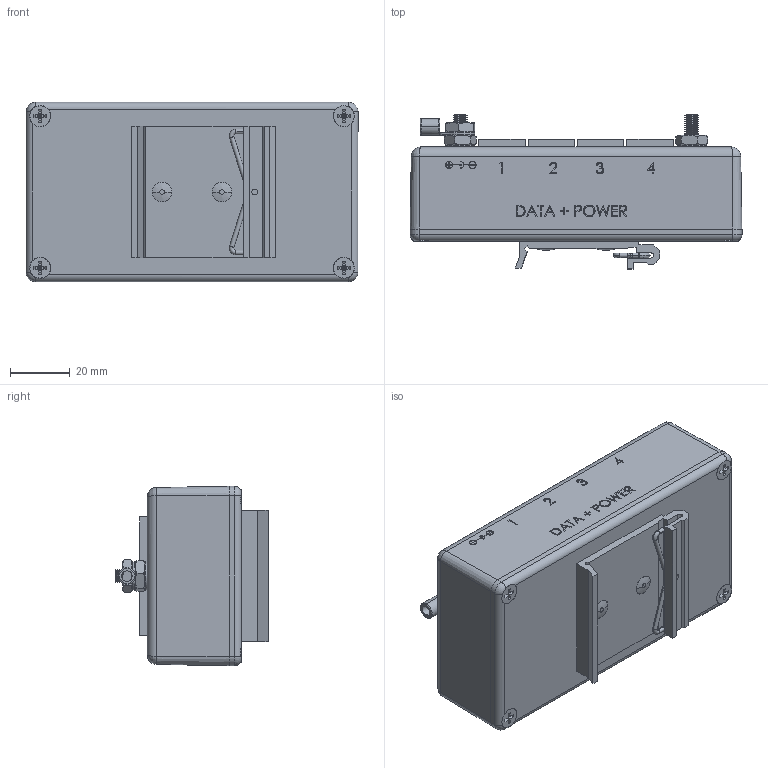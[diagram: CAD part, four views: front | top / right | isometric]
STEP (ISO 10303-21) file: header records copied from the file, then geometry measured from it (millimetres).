
FILE_DESCRIPTION (( 'STEP AP214' ), '1' );
FILE_NAME ('PI-4C6-AFB-DN-4848_3D.STEP', '2020-03-18T18:03:35', ( '' ), ( '' ), 'SwSTEP 2.0', 'SolidWorks 2018', '' );
FILE_SCHEMA (( 'AUTOMOTIVE_DESIGN' ));
Length unit declared in the file: inch
Products named in the file (6): DIN-MNT44-MA1; BTD-CAT6-P4; DIN-MNT44; 1AJ09-119; 1-8_ PopR_Head; PI-4C6-AFB-DN-4848_3D
Assembly tree (6 placements, depth 3):
  PI-4C6-AFB-DN-4848_3D
    BTD-CAT6-P4
    DIN-MNT44
      DIN-MNT44-MA1
      1AJ09-119
    1-8_ PopR_Head  x2
Bounding box: 111 x 51.46 x 60 mm (x, y, z)
Volume: 198519.3 mm3; surface area: 50965.8 mm2
Topology: 5 solids, 11 shells, 890 faces, 2243 edges, 1440 vertices
Faces by surface type: plane 551, cylinder 116, cone 94, bspline 79, torus 45, sphere 5
Entity records: 32647 total; most frequent: CARTESIAN_POINT 11517, ORIENTED_EDGE 4444, DIRECTION 3998, EDGE_CURVE 2222, LINE 1588, VECTOR 1588, VERTEX_POINT 1430, AXIS2_PLACEMENT_3D 1205
